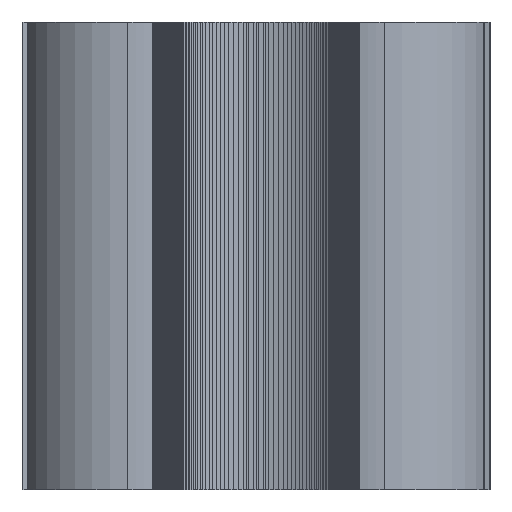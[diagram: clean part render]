
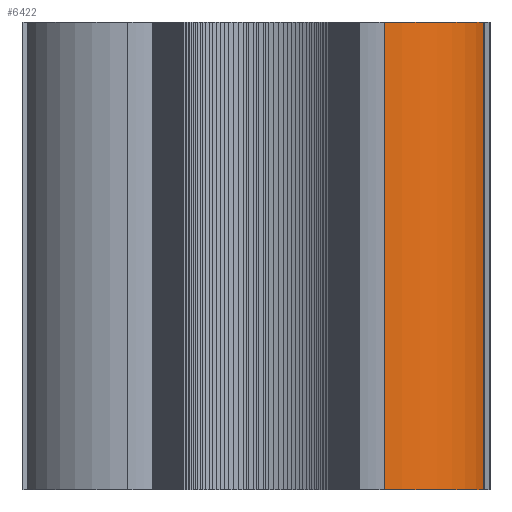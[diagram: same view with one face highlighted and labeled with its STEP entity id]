
A CAD part, left-side view. The second image highlights one B-rep face of the part: STEP entity #6422.
In plain terms, the highlighted cylindrical face has radius 22.733 mm (diameter 45.466 mm), a partial arc.
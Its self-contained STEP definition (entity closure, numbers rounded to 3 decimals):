
#99 = CARTESIAN_POINT ( 'NONE',  ( 0., -27.4, 0. ) ) ;
#780 = CARTESIAN_POINT ( 'NONE',  ( -8., -48.678, 0. ) ) ;
#896 = DIRECTION ( 'NONE',  ( 0., 0., -1. ) ) ;
#1146 = EDGE_CURVE ( 'NONE', #15085, #12909, #15266, .T. ) ;
#1371 = CARTESIAN_POINT ( 'NONE',  ( 0., -27.4, 103. ) ) ;
#1373 = DIRECTION ( 'NONE',  ( 1., 0., 0. ) ) ;
#1575 = VERTEX_POINT ( 'NONE', #12477 ) ;
#1851 = ORIENTED_EDGE ( 'NONE', *, *, #6701, .T. ) ;
#2201 = AXIS2_PLACEMENT_3D ( 'NONE', #99, #8850, #1373 ) ;
#2622 = DIRECTION ( 'NONE',  ( -1., 0., 0. ) ) ;
#3814 = ORIENTED_EDGE ( 'NONE', *, *, #11764, .T. ) ;
#4147 = EDGE_CURVE ( 'NONE', #8855, #12909, #11114, .T. ) ;
#4353 = VECTOR ( 'NONE', #896, 1000. ) ;
#6334 = DIRECTION ( 'NONE',  ( 0., 0., -1. ) ) ;
#6373 = DIRECTION ( 'NONE',  ( 0., 0., -1. ) ) ;
#6422 = ADVANCED_FACE ( 'NONE', ( #15711 ), #9042, .T. ) ;
#6701 = EDGE_CURVE ( 'NONE', #1575, #8855, #11009, .T. ) ;
#6794 = ORIENTED_EDGE ( 'NONE', *, *, #4147, .T. ) ;
#8771 = AXIS2_PLACEMENT_3D ( 'NONE', #13886, #6373, #15154 ) ;
#8850 = DIRECTION ( 'NONE',  ( 0., 0., 1. ) ) ;
#8855 = VERTEX_POINT ( 'NONE', #15658 ) ;
#8886 = AXIS2_PLACEMENT_3D ( 'NONE', #1371, #6334, #2622 ) ;
#9042 = CYLINDRICAL_SURFACE ( 'NONE', #8886, 22.733 ) ;
#9191 = CIRCLE ( 'NONE', #8771, 22.733 ) ;
#11009 = LINE ( 'NONE', #15897, #4353 ) ;
#11114 = CIRCLE ( 'NONE', #2201, 22.733 ) ;
#11764 = EDGE_CURVE ( 'NONE', #15085, #1575, #9191, .T. ) ;
#11966 = VECTOR ( 'NONE', #13965, 1000. ) ;
#12477 = CARTESIAN_POINT ( 'NONE',  ( -22.733, -27.4, 100. ) ) ;
#12909 = VERTEX_POINT ( 'NONE', #780 ) ;
#13478 = CARTESIAN_POINT ( 'NONE',  ( -8., -48.678, 100. ) ) ;
#13756 = CARTESIAN_POINT ( 'NONE',  ( -8., -48.678, 103. ) ) ;
#13886 = CARTESIAN_POINT ( 'NONE',  ( 0., -27.4, 100. ) ) ;
#13965 = DIRECTION ( 'NONE',  ( 0., 0., -1. ) ) ;
#15085 = VERTEX_POINT ( 'NONE', #13478 ) ;
#15154 = DIRECTION ( 'NONE',  ( 0., 1., 0. ) ) ;
#15266 = LINE ( 'NONE', #13756, #11966 ) ;
#15658 = CARTESIAN_POINT ( 'NONE',  ( -22.733, -27.4, 0. ) ) ;
#15711 = FACE_OUTER_BOUND ( 'NONE', #16180, .T. ) ;
#15897 = CARTESIAN_POINT ( 'NONE',  ( -22.733, -27.4, 103. ) ) ;
#16041 = ORIENTED_EDGE ( 'NONE', *, *, #1146, .F. ) ;
#16180 = EDGE_LOOP ( 'NONE', ( #3814, #1851, #6794, #16041 ) ) ;
